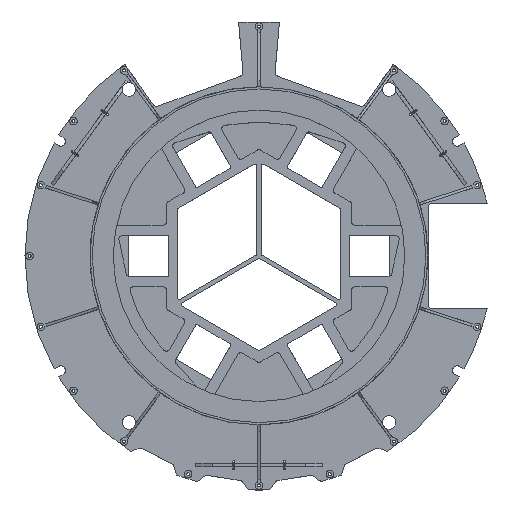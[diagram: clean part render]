
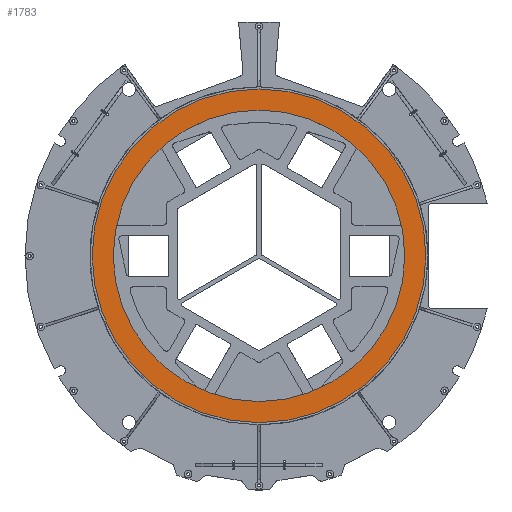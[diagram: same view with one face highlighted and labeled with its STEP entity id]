
A CAD part, top view. The second image highlights one B-rep face of the part: STEP entity #1783.
In plain terms, the highlighted planar face has unit normal (0, 0, 1).
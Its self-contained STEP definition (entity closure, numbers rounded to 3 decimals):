
#1783=ADVANCED_FACE('',(#6016,#6017),#2734,.F.);
#2734=PLANE('',#19285);
#6016=FACE_BOUND('',#6934,.T.);
#6017=FACE_BOUND('',#6935,.T.);
#6934=EDGE_LOOP('',(#8993));
#6935=EDGE_LOOP('',(#8994));
#8993=ORIENTED_EDGE('',*,*,#15347,.F.);
#8994=ORIENTED_EDGE('',*,*,#15346,.T.);
#13479=VERTEX_POINT('',#28106);
#13480=VERTEX_POINT('',#28109);
#15346=EDGE_CURVE('',#13479,#13479,#18078,.T.);
#15347=EDGE_CURVE('',#13480,#13480,#18079,.T.);
#18078=CIRCLE('',#19282,345.);
#18079=CIRCLE('',#19284,395.);
#19282=AXIS2_PLACEMENT_3D('',#28105,#22329,#22330);
#19284=AXIS2_PLACEMENT_3D('',#28108,#22333,#22334);
#19285=AXIS2_PLACEMENT_3D('',#28110,#22335,#22336);
#22329=DIRECTION('',(0.,0.,-1.));
#22330=DIRECTION('',(-1.,0.,0.));
#22333=DIRECTION('',(0.,0.,-1.));
#22334=DIRECTION('',(-1.,0.,0.));
#22335=DIRECTION('',(0.,0.,-1.));
#22336=DIRECTION('',(-1.,0.,0.));
#28105=CARTESIAN_POINT('',(0.,0.,
407.547));
#28106=CARTESIAN_POINT('',(-345.,0.,407.547));
#28108=CARTESIAN_POINT('',(0.,0.,
407.547));
#28109=CARTESIAN_POINT('',(-395.,0.,407.547));
#28110=CARTESIAN_POINT('',(0.,345.,407.547));
